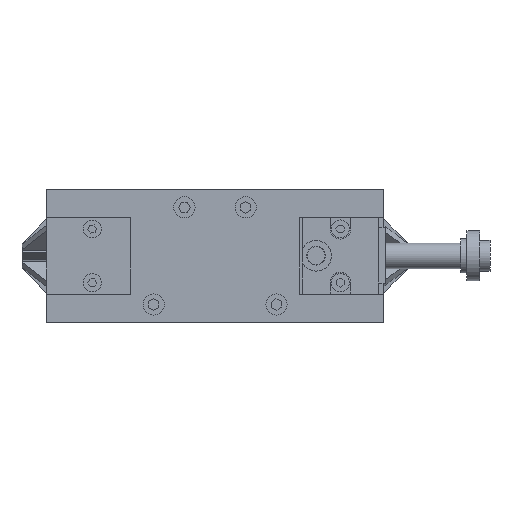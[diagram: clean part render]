
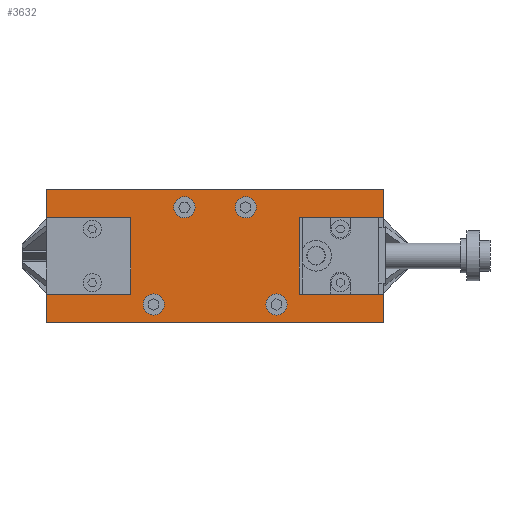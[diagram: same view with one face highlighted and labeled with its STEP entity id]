
A CAD part, top view. The second image highlights one B-rep face of the part: STEP entity #3632.
In plain terms, the highlighted planar face has unit normal (0, 0, 1).
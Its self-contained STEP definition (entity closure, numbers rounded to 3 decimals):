
#53=FACE_BOUND('',#671,.T.);
#54=FACE_BOUND('',#672,.T.);
#55=FACE_BOUND('',#673,.T.);
#56=FACE_BOUND('',#674,.T.);
#57=FACE_BOUND('',#675,.T.);
#145=CIRCLE('',#3876,4.15);
#147=CIRCLE('',#3880,4.15);
#149=CIRCLE('',#3884,4.15);
#151=CIRCLE('',#3888,4.15);
#671=EDGE_LOOP('',(#3068));
#672=EDGE_LOOP('',(#3069));
#673=EDGE_LOOP('',(#3070));
#674=EDGE_LOOP('',(#3071));
#675=EDGE_LOOP('',(#3072,#3073,#3074,#3075,#3076,#3077,#3078,#3079,#3080,
#3081,#3082,#3083));
#835=LINE('',#5168,#1232);
#848=LINE('',#5200,#1245);
#933=LINE('',#5399,#1330);
#936=LINE('',#5404,#1333);
#1059=LINE('',#5707,#1456);
#1062=LINE('',#5713,#1459);
#1064=LINE('',#5716,#1461);
#1066=LINE('',#5722,#1463);
#1068=LINE('',#5725,#1465);
#1069=LINE('',#5727,#1466);
#1070=LINE('',#5729,#1467);
#1071=LINE('',#5730,#1468);
#1232=VECTOR('',#4172,11.);
#1245=VECTOR('',#4193,11.);
#1330=VECTOR('',#4374,11.);
#1333=VECTOR('',#4377,11.);
#1456=VECTOR('',#4676,33.);
#1459=VECTOR('',#4681,30.);
#1461=VECTOR('',#4685,33.);
#1463=VECTOR('',#4691,30.);
#1465=VECTOR('',#4695,33.);
#1466=VECTOR('',#4698,33.);
#1467=VECTOR('',#4701,132.);
#1468=VECTOR('',#4702,132.);
#1626=VERTEX_POINT('',#5165);
#1627=VERTEX_POINT('',#5167);
#1641=VERTEX_POINT('',#5197);
#1642=VERTEX_POINT('',#5199);
#1707=VERTEX_POINT('',#5396);
#1708=VERTEX_POINT('',#5398);
#1709=VERTEX_POINT('',#5401);
#1710=VERTEX_POINT('',#5403);
#1794=VERTEX_POINT('',#5681);
#1796=VERTEX_POINT('',#5687);
#1798=VERTEX_POINT('',#5693);
#1800=VERTEX_POINT('',#5699);
#1802=VERTEX_POINT('',#5705);
#1804=VERTEX_POINT('',#5711);
#1805=VERTEX_POINT('',#5719);
#1806=VERTEX_POINT('',#5721);
#1978=EDGE_CURVE('',#1626,#1627,#835,.T.);
#1994=EDGE_CURVE('',#1641,#1642,#848,.T.);
#2094=EDGE_CURVE('',#1707,#1708,#933,.T.);
#2097=EDGE_CURVE('',#1709,#1710,#936,.T.);
#2232=EDGE_CURVE('',#1794,#1794,#145,.T.);
#2234=EDGE_CURVE('',#1796,#1796,#147,.T.);
#2236=EDGE_CURVE('',#1798,#1798,#149,.T.);
#2238=EDGE_CURVE('',#1800,#1800,#151,.T.);
#2241=EDGE_CURVE('',#1626,#1802,#1059,.T.);
#2244=EDGE_CURVE('',#1802,#1804,#1062,.T.);
#2246=EDGE_CURVE('',#1804,#1642,#1064,.T.);
#2248=EDGE_CURVE('',#1806,#1805,#1066,.T.);
#2250=EDGE_CURVE('',#1805,#1708,#1068,.T.);
#2251=EDGE_CURVE('',#1709,#1806,#1069,.T.);
#2252=EDGE_CURVE('',#1710,#1641,#1070,.T.);
#2253=EDGE_CURVE('',#1627,#1707,#1071,.T.);
#3068=ORIENTED_EDGE('',*,*,#2232,.T.);
#3069=ORIENTED_EDGE('',*,*,#2234,.T.);
#3070=ORIENTED_EDGE('',*,*,#2236,.T.);
#3071=ORIENTED_EDGE('',*,*,#2238,.T.);
#3072=ORIENTED_EDGE('',*,*,#2241,.T.);
#3073=ORIENTED_EDGE('',*,*,#2244,.T.);
#3074=ORIENTED_EDGE('',*,*,#2246,.T.);
#3075=ORIENTED_EDGE('',*,*,#1994,.F.);
#3076=ORIENTED_EDGE('',*,*,#2252,.F.);
#3077=ORIENTED_EDGE('',*,*,#2097,.F.);
#3078=ORIENTED_EDGE('',*,*,#2251,.T.);
#3079=ORIENTED_EDGE('',*,*,#2248,.T.);
#3080=ORIENTED_EDGE('',*,*,#2250,.T.);
#3081=ORIENTED_EDGE('',*,*,#2094,.F.);
#3082=ORIENTED_EDGE('',*,*,#2253,.F.);
#3083=ORIENTED_EDGE('',*,*,#1978,.F.);
#3441=PLANE('',#3897);
#3632=ADVANCED_FACE('',(#53,#54,#55,#56,#57),#3441,.T.);
#3876=AXIS2_PLACEMENT_3D('',#5682,#4644,#4645);
#3880=AXIS2_PLACEMENT_3D('',#5688,#4652,#4653);
#3884=AXIS2_PLACEMENT_3D('',#5694,#4660,#4661);
#3888=AXIS2_PLACEMENT_3D('',#5700,#4668,#4669);
#3897=AXIS2_PLACEMENT_3D('',#5728,#4699,#4700);
#4172=DIRECTION('',(0.,-1.,0.));
#4193=DIRECTION('',(0.,-1.,0.));
#4374=DIRECTION('',(0.,1.,0.));
#4377=DIRECTION('',(0.,1.,0.));
#4644=DIRECTION('center_axis',(0.,0.,-1.));
#4645=DIRECTION('ref_axis',(-1.,0.,0.));
#4652=DIRECTION('center_axis',(0.,0.,-1.));
#4653=DIRECTION('ref_axis',(-1.,0.,0.));
#4660=DIRECTION('center_axis',(0.,0.,-1.));
#4661=DIRECTION('ref_axis',(-1.,0.,0.));
#4668=DIRECTION('center_axis',(0.,0.,-1.));
#4669=DIRECTION('ref_axis',(-1.,0.,0.));
#4676=DIRECTION('',(-1.,0.,0.));
#4681=DIRECTION('',(0.,1.,0.));
#4685=DIRECTION('',(1.,0.,0.));
#4691=DIRECTION('',(0.,-1.,0.));
#4695=DIRECTION('',(-1.,0.,0.));
#4698=DIRECTION('',(1.,0.,0.));
#4699=DIRECTION('center_axis',(0.,0.,1.));
#4700=DIRECTION('ref_axis',(1.,0.,0.));
#4701=DIRECTION('',(1.,0.,0.));
#4702=DIRECTION('',(-1.,0.,0.));
#5165=CARTESIAN_POINT('',(66.,-15.,30.));
#5167=CARTESIAN_POINT('',(66.,-26.,30.));
#5168=CARTESIAN_POINT('',(66.,26.,30.));
#5197=CARTESIAN_POINT('',(66.,26.,30.));
#5199=CARTESIAN_POINT('',(66.,15.,30.));
#5200=CARTESIAN_POINT('',(66.,26.,30.));
#5396=CARTESIAN_POINT('',(-66.,-26.,30.));
#5398=CARTESIAN_POINT('',(-66.,-15.,30.));
#5399=CARTESIAN_POINT('',(-66.,-26.,30.));
#5401=CARTESIAN_POINT('',(-66.,15.,30.));
#5403=CARTESIAN_POINT('',(-66.,26.,30.));
#5404=CARTESIAN_POINT('',(-66.,-26.,30.));
#5681=CARTESIAN_POINT('',(-19.85,-19.,30.));
#5682=CARTESIAN_POINT('Origin',(-24.,-19.,30.));
#5687=CARTESIAN_POINT('',(-7.85,19.,30.));
#5688=CARTESIAN_POINT('Origin',(-12.,19.,30.));
#5693=CARTESIAN_POINT('',(16.15,19.,30.));
#5694=CARTESIAN_POINT('Origin',(12.,19.,30.));
#5699=CARTESIAN_POINT('',(28.15,-19.,30.));
#5700=CARTESIAN_POINT('Origin',(24.,-19.,30.));
#5705=CARTESIAN_POINT('',(33.,-15.,30.));
#5707=CARTESIAN_POINT('',(33.,-15.,30.));
#5711=CARTESIAN_POINT('',(33.,15.,30.));
#5713=CARTESIAN_POINT('',(33.,-7.5,30.));
#5716=CARTESIAN_POINT('',(16.5,15.,30.));
#5719=CARTESIAN_POINT('',(-33.,-15.,30.));
#5721=CARTESIAN_POINT('',(-33.,15.,30.));
#5722=CARTESIAN_POINT('',(-33.,7.5,30.));
#5725=CARTESIAN_POINT('',(-16.5,-15.,30.));
#5727=CARTESIAN_POINT('',(-33.,15.,30.));
#5728=CARTESIAN_POINT('Origin',(0.,0.,
30.));
#5729=CARTESIAN_POINT('',(-66.,26.,30.));
#5730=CARTESIAN_POINT('',(66.,-26.,30.));
